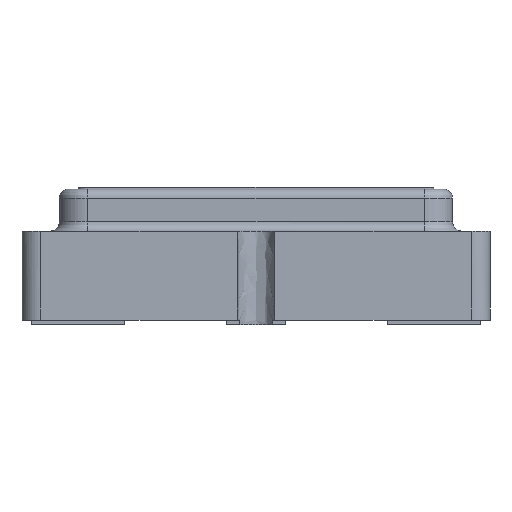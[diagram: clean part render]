
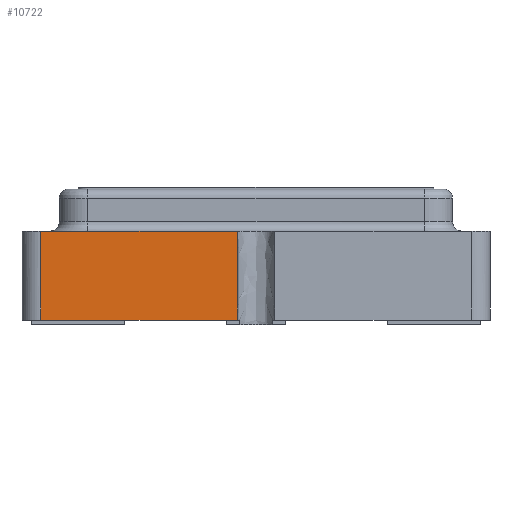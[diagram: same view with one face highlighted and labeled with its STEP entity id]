
A CAD part, front view. The second image highlights one B-rep face of the part: STEP entity #10722.
In plain terms, the highlighted free-form (B-spline) face has degree [1, 1] with [2, 2] control points.
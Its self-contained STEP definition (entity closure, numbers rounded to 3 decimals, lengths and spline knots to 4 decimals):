
#10117 = VERTEX_POINT('',#10118);
#10118 = CARTESIAN_POINT('',(-0.2466,-3.0826,
    0.));
#10124 = EDGE_CURVE('',#10125,#10117,#10127,.T.);
#10125 = VERTEX_POINT('',#10126);
#10126 = CARTESIAN_POINT('',(-2.836,-3.0826,0.));
#10127 = B_SPLINE_CURVE_WITH_KNOTS('',1,(#10128,#10129),.UNSPECIFIED.,
  .F.,.F.,(2,2),(-2.3,-0.2),.PIECEWISE_BEZIER_KNOTS.);
#10128 = CARTESIAN_POINT('',(-2.836,-3.0826,0.));
#10129 = CARTESIAN_POINT('',(-0.2466,-3.0826,0.));
#10697 = EDGE_CURVE('',#10117,#10698,#10700,.T.);
#10698 = VERTEX_POINT('',#10699);
#10699 = CARTESIAN_POINT('',(-0.2466,-3.0826,
    1.1714));
#10700 = B_SPLINE_CURVE_WITH_KNOTS('',1,(#10701,#10702),.UNSPECIFIED.,
  .F.,.F.,(2,2),(0.025,0.975),.PIECEWISE_BEZIER_KNOTS.);
#10701 = CARTESIAN_POINT('',(-0.2466,-3.0826,
    0.));
#10702 = CARTESIAN_POINT('',(-0.2466,-3.0826,
    1.1714));
#10722 = ADVANCED_FACE('',(#10723),#10739,.T.);
#10723 = FACE_BOUND('',#10724,.T.);
#10724 = EDGE_LOOP('',(#10725,#10726,#10733,#10738));
#10725 = ORIENTED_EDGE('',*,*,#10697,.T.);
#10726 = ORIENTED_EDGE('',*,*,#10727,.T.);
#10727 = EDGE_CURVE('',#10698,#10728,#10730,.T.);
#10728 = VERTEX_POINT('',#10729);
#10729 = CARTESIAN_POINT('',(-2.836,-3.0826,
    1.1714));
#10730 = B_SPLINE_CURVE_WITH_KNOTS('',1,(#10731,#10732),.UNSPECIFIED.,
  .F.,.F.,(2,2),(0.4,2.5),.PIECEWISE_BEZIER_KNOTS.);
#10731 = CARTESIAN_POINT('',(-0.2466,-3.0826,
    1.1714));
#10732 = CARTESIAN_POINT('',(-2.836,-3.0826,
    1.1714));
#10733 = ORIENTED_EDGE('',*,*,#10734,.T.);
#10734 = EDGE_CURVE('',#10728,#10125,#10735,.T.);
#10735 = B_SPLINE_CURVE_WITH_KNOTS('',1,(#10736,#10737),.UNSPECIFIED.,
  .F.,.F.,(2,2),(-0.95,0.),.PIECEWISE_BEZIER_KNOTS.);
#10736 = CARTESIAN_POINT('',(-2.836,-3.0826,
    1.1714));
#10737 = CARTESIAN_POINT('',(-2.836,-3.0826,0.));
#10738 = ORIENTED_EDGE('',*,*,#10124,.T.);
#10739 = B_SPLINE_SURFACE_WITH_KNOTS('',1,1,(
    (#10740,#10741)
    ,(#10742,#10743
    )),.UNSPECIFIED.,.F.,.F.,.F.,(2,2),(2,2),(-0.95,0.),(-2.5,-0.4),
  .PIECEWISE_BEZIER_KNOTS.);
#10740 = CARTESIAN_POINT('',(-2.836,-3.0826,
    1.1714));
#10741 = CARTESIAN_POINT('',(-0.2466,-3.0826,
    1.1714));
#10742 = CARTESIAN_POINT('',(-2.836,-3.0826,0.));
#10743 = CARTESIAN_POINT('',(-0.2466,-3.0826,0.));
